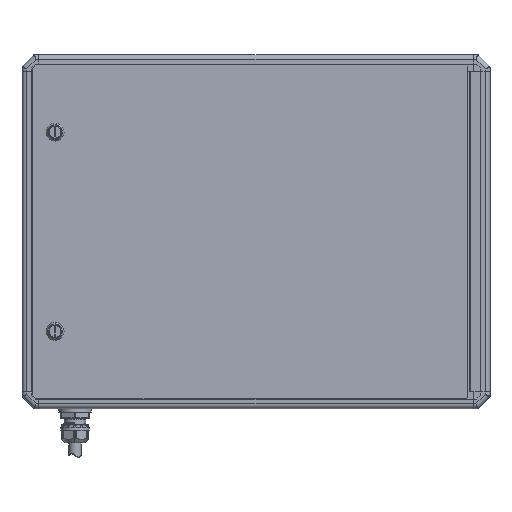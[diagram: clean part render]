
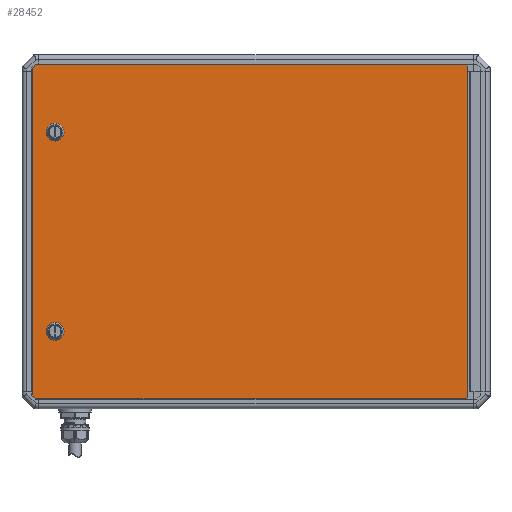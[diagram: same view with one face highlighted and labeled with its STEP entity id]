
A CAD part, top view. The second image highlights one B-rep face of the part: STEP entity #28452.
In plain terms, the highlighted planar face has unit normal (0, 0, 1).
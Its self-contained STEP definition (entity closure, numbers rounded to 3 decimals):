
#549 = CARTESIAN_POINT ( 'NONE',  ( -162.5, -83., 2. ) ) ;
#1539 = CARTESIAN_POINT ( 'NONE',  ( -162.5, 83., 2. ) ) ;
#1569 = EDGE_LOOP ( 'NONE', ( #26188, #13971 ) ) ;
#2530 = FACE_BOUND ( 'NONE', #1569, .T. ) ;
#3352 = EDGE_LOOP ( 'NONE', ( #35013, #33381 ) ) ;
#4162 = EDGE_CURVE ( 'NONE', #27439, #30520, #35412, .T. ) ;
#4367 = AXIS2_PLACEMENT_3D ( 'NONE', #31539, #23812, #17801 ) ;
#4654 = CARTESIAN_POINT ( 'NONE',  ( 138.5, 181., 2. ) ) ;
#5347 = VECTOR ( 'NONE', #28871, 1000. ) ;
#5748 = VECTOR ( 'NONE', #31812, 1000. ) ;
#5848 = DIRECTION ( 'NONE',  ( 0., 0., 1. ) ) ;
#6560 = CARTESIAN_POINT ( 'NONE',  ( 180.5, 139., 2. ) ) ;
#7680 = EDGE_CURVE ( 'NONE', #8125, #38895, #39763, .T. ) ;
#8125 = VERTEX_POINT ( 'NONE', #9530 ) ;
#8767 = VECTOR ( 'NONE', #36663, 1000. ) ;
#9129 = CARTESIAN_POINT ( 'NONE',  ( -178.5, 139., 2. ) ) ;
#9138 = ORIENTED_EDGE ( 'NONE', *, *, #23011, .T. ) ;
#9530 = CARTESIAN_POINT ( 'NONE',  ( 181.5, 138., 2. ) ) ;
#10550 = EDGE_CURVE ( 'NONE', #32693, #8125, #38238, .T. ) ;
#11032 = VECTOR ( 'NONE', #17398, 1000. ) ;
#11468 = CARTESIAN_POINT ( 'NONE',  ( -162.5, 83., 2. ) ) ;
#11941 = EDGE_CURVE ( 'NONE', #30520, #39374, #40289, .T. ) ;
#12559 = VECTOR ( 'NONE', #16453, 1000. ) ;
#13204 = DIRECTION ( 'NONE',  ( 0., 0., 1. ) ) ;
#13971 = ORIENTED_EDGE ( 'NONE', *, *, #30303, .F. ) ;
#14544 = CARTESIAN_POINT ( 'NONE',  ( -181.5, 139., 2. ) ) ;
#15011 = ORIENTED_EDGE ( 'NONE', *, *, #35092, .T. ) ;
#15396 = DIRECTION ( 'NONE',  ( 0., 1., 0. ) ) ;
#16042 = VERTEX_POINT ( 'NONE', #27440 ) ;
#16397 = CARTESIAN_POINT ( 'NONE',  ( -162.5, -75.5, 2. ) ) ;
#16453 = DIRECTION ( 'NONE',  ( -0.707, -0.707, 0. ) ) ;
#17010 = VECTOR ( 'NONE', #27332, 1000. ) ;
#17052 = CARTESIAN_POINT ( 'NONE',  ( -162.5, 75.5, 2. ) ) ;
#17398 = DIRECTION ( 'NONE',  ( 1., 0., 0. ) ) ;
#17801 = DIRECTION ( 'NONE',  ( 0., 1., 0. ) ) ;
#18633 = ORIENTED_EDGE ( 'NONE', *, *, #10550, .T. ) ;
#18847 = CARTESIAN_POINT ( 'NONE',  ( -178.5, -139., 2. ) ) ;
#18861 = CARTESIAN_POINT ( 'NONE',  ( -181.5, 139., 2. ) ) ;
#19157 = CARTESIAN_POINT ( 'NONE',  ( -181.5, -136., 2. ) ) ;
#20137 = VERTEX_POINT ( 'NONE', #38529 ) ;
#20306 = LINE ( 'NONE', #39246, #11032 ) ;
#20608 = ORIENTED_EDGE ( 'NONE', *, *, #33593, .T. ) ;
#21031 = CARTESIAN_POINT ( 'NONE',  ( -181.5, 136., 2. ) ) ;
#21200 = PLANE ( 'NONE',  #24744 ) ;
#21406 = DIRECTION ( 'NONE',  ( 1., 0., 0. ) ) ;
#22107 = CIRCLE ( 'NONE', #28670, 7.5 ) ;
#22909 = VERTEX_POINT ( 'NONE', #17052 ) ;
#23011 = EDGE_CURVE ( 'NONE', #39374, #28659, #25581, .T. ) ;
#23274 = EDGE_CURVE ( 'NONE', #22909, #20137, #27084, .T. ) ;
#23812 = DIRECTION ( 'NONE',  ( 0., 0., 1. ) ) ;
#24744 = AXIS2_PLACEMENT_3D ( 'NONE', #31270, #5848, #21406 ) ;
#25581 = LINE ( 'NONE', #37947, #5347 ) ;
#25801 = DIRECTION ( 'NONE',  ( 0., 1., 0. ) ) ;
#26188 = ORIENTED_EDGE ( 'NONE', *, *, #32585, .F. ) ;
#26237 = LINE ( 'NONE', #34893, #5748 ) ;
#27084 = CIRCLE ( 'NONE', #36956, 7.5 ) ;
#27332 = DIRECTION ( 'NONE',  ( -1., 0., 0. ) ) ;
#27439 = VERTEX_POINT ( 'NONE', #9129 ) ;
#27440 = CARTESIAN_POINT ( 'NONE',  ( 180.5, -139., 2. ) ) ;
#27649 = ORIENTED_EDGE ( 'NONE', *, *, #11941, .T. ) ;
#28394 = FACE_BOUND ( 'NONE', #3352, .T. ) ;
#28400 = EDGE_CURVE ( 'NONE', #20137, #22909, #22107, .T. ) ;
#28430 = CARTESIAN_POINT ( 'NONE',  ( 181.5, -138., 2. ) ) ;
#28452 = ADVANCED_FACE ( 'NONE', ( #2530, #37665, #28394 ), #21200, .T. ) ;
#28659 = VERTEX_POINT ( 'NONE', #18847 ) ;
#28670 = AXIS2_PLACEMENT_3D ( 'NONE', #11468, #34144, #15396 ) ;
#28871 = DIRECTION ( 'NONE',  ( 0.707, -0.707, 0. ) ) ;
#30004 = LINE ( 'NONE', #14544, #17010 ) ;
#30303 = EDGE_CURVE ( 'NONE', #40609, #39776, #30644, .T. ) ;
#30520 = VERTEX_POINT ( 'NONE', #21031 ) ;
#30644 = CIRCLE ( 'NONE', #33270, 7.5 ) ;
#31270 = CARTESIAN_POINT ( 'NONE',  ( -181.5, -139., 2. ) ) ;
#31539 = CARTESIAN_POINT ( 'NONE',  ( -162.5, -83., 2. ) ) ;
#31812 = DIRECTION ( 'NONE',  ( 0.707, 0.707, 0. ) ) ;
#32182 = DIRECTION ( 'NONE',  ( 0., -1., 0. ) ) ;
#32368 = DIRECTION ( 'NONE',  ( 0., 1., 0. ) ) ;
#32585 = EDGE_CURVE ( 'NONE', #39776, #40609, #39989, .T. ) ;
#32647 = CARTESIAN_POINT ( 'NONE',  ( 181.5, 139., 2. ) ) ;
#32693 = VERTEX_POINT ( 'NONE', #28430 ) ;
#32820 = ORIENTED_EDGE ( 'NONE', *, *, #7680, .T. ) ;
#32942 = CARTESIAN_POINT ( 'NONE',  ( -162.5, -90.5, 2. ) ) ;
#33270 = AXIS2_PLACEMENT_3D ( 'NONE', #549, #13204, #25801 ) ;
#33381 = ORIENTED_EDGE ( 'NONE', *, *, #23274, .F. ) ;
#33593 = EDGE_CURVE ( 'NONE', #38895, #27439, #30004, .T. ) ;
#34144 = DIRECTION ( 'NONE',  ( 0., 0., 1. ) ) ;
#34827 = EDGE_CURVE ( 'NONE', #28659, #16042, #20306, .T. ) ;
#34893 = CARTESIAN_POINT ( 'NONE',  ( -0.5, -320., 2. ) ) ;
#35013 = ORIENTED_EDGE ( 'NONE', *, *, #28400, .F. ) ;
#35092 = EDGE_CURVE ( 'NONE', #16042, #32693, #26237, .T. ) ;
#35412 = LINE ( 'NONE', #35822, #12559 ) ;
#35822 = CARTESIAN_POINT ( 'NONE',  ( -319., -1.5, 2. ) ) ;
#35849 = DIRECTION ( 'NONE',  ( 0., 0., 1. ) ) ;
#36575 = VECTOR ( 'NONE', #38827, 1000. ) ;
#36663 = DIRECTION ( 'NONE',  ( -0.707, 0.707, 0. ) ) ;
#36956 = AXIS2_PLACEMENT_3D ( 'NONE', #1539, #35849, #32368 ) ;
#37665 = FACE_OUTER_BOUND ( 'NONE', #39292, .T. ) ;
#37947 = CARTESIAN_POINT ( 'NONE',  ( -180., -137.5, 2. ) ) ;
#38238 = LINE ( 'NONE', #32647, #36575 ) ;
#38529 = CARTESIAN_POINT ( 'NONE',  ( -162.5, 90.5, 2. ) ) ;
#38827 = DIRECTION ( 'NONE',  ( 0., 1., 0. ) ) ;
#38895 = VERTEX_POINT ( 'NONE', #6560 ) ;
#39120 = ORIENTED_EDGE ( 'NONE', *, *, #34827, .T. ) ;
#39193 = VECTOR ( 'NONE', #32182, 1000. ) ;
#39246 = CARTESIAN_POINT ( 'NONE',  ( -181.5, -139., 2. ) ) ;
#39292 = EDGE_LOOP ( 'NONE', ( #27649, #9138, #39120, #15011, #18633, #32820, #20608, #40170 ) ) ;
#39374 = VERTEX_POINT ( 'NONE', #19157 ) ;
#39763 = LINE ( 'NONE', #4654, #8767 ) ;
#39776 = VERTEX_POINT ( 'NONE', #16397 ) ;
#39989 = CIRCLE ( 'NONE', #4367, 7.5 ) ;
#40170 = ORIENTED_EDGE ( 'NONE', *, *, #4162, .T. ) ;
#40289 = LINE ( 'NONE', #18861, #39193 ) ;
#40609 = VERTEX_POINT ( 'NONE', #32942 ) ;
